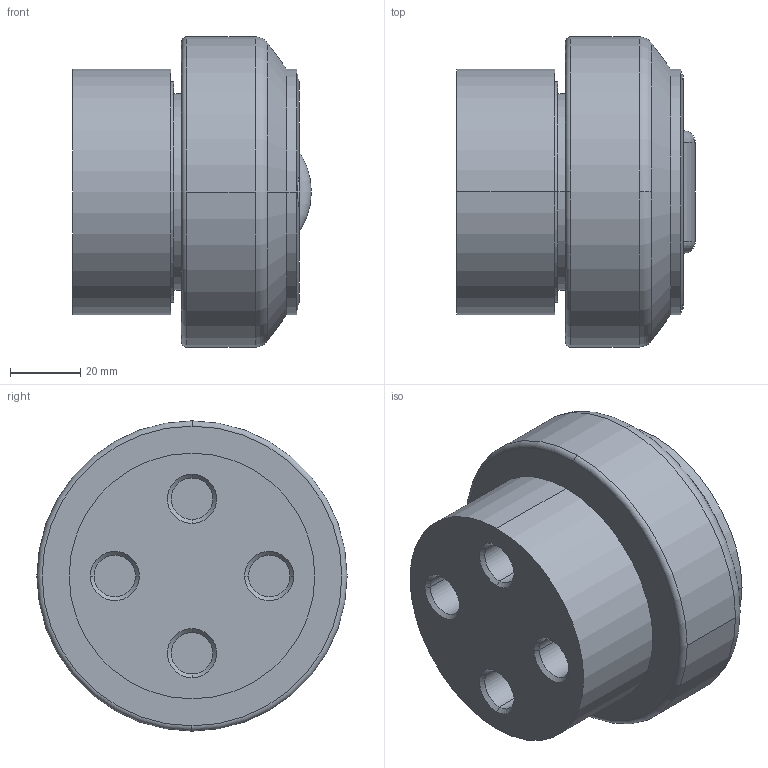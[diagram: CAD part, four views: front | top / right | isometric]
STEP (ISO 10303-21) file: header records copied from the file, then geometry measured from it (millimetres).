
FILE_DESCRIPTION(('STEP AP214'),'1');
FILE_NAME('kb_4_076.stp','2016-07-07T09:15:58',('TraceParts'),('TraceParts S.A.'),'Spatial InterOp 3D',' ',' ');
FILE_SCHEMA(('automotive_design'));
Length unit declared in the file: millimetre
Products named in the file (1): 1
Bounding box: 68 x 88.4 x 88.4 mm (x, y, z)
Volume: 296301.1 mm3; surface area: 33333.9 mm2
Topology: 1 solids, 1 shells, 87 faces, 208 edges, 135 vertices
Faces by surface type: plane 37, cylinder 28, cone 12, torus 10
Entity records: 2798 total; most frequent: CARTESIAN_POINT 683, DIRECTION 473, ORIENTED_EDGE 416, EDGE_CURVE 208, AXIS2_PLACEMENT_3D 189, VERTEX_POINT 135, CIRCLE 101, EDGE_LOOP 99
